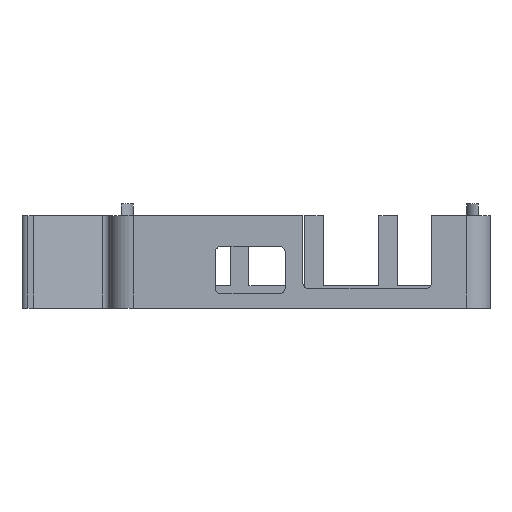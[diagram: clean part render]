
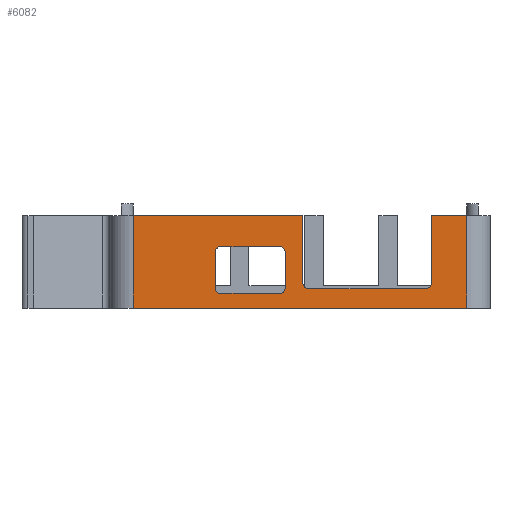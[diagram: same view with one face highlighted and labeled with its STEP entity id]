
A CAD part, left-side view. The second image highlights one B-rep face of the part: STEP entity #6082.
In plain terms, the highlighted planar face has unit normal (-1, 0, 0).
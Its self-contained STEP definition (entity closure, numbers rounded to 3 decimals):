
#1928=AXIS2_PLACEMENT_3D('Circle Axis2P3D',#1926,#1927,$) ;
#1990=AXIS2_PLACEMENT_3D('Circle Axis2P3D',#1988,#1989,$) ;
#2052=AXIS2_PLACEMENT_3D('Circle Axis2P3D',#2050,#2051,$) ;
#2114=AXIS2_PLACEMENT_3D('Circle Axis2P3D',#2112,#2113,$) ;
#5973=AXIS2_PLACEMENT_3D('Circle Axis2P3D',#5971,#5972,$) ;
#6039=AXIS2_PLACEMENT_3D('Plane Axis2P3D',#6036,#6037,#6038) ;
#6043=AXIS2_PLACEMENT_3D('Circle Axis2P3D',#6041,#6042,$) ;
#156=CARTESIAN_POINT('Line Origine',(-9.,1.,15.8)) ;
#160=CARTESIAN_POINT('Vertex',(-9.,4.,15.8)) ;
#162=CARTESIAN_POINT('Vertex',(-9.,-2.,15.8)) ;
#1258=CARTESIAN_POINT('Line Origine',(-9.,-2.,7.9)) ;
#1262=CARTESIAN_POINT('Vertex',(-9.,-2.,0.)) ;
#1909=CARTESIAN_POINT('Vertex',(-9.,29.,3.5)) ;
#1923=CARTESIAN_POINT('Vertex',(-9.,30.,2.5)) ;
#1926=CARTESIAN_POINT('Axis2P3D Location',(-9.,30.,3.5)) ;
#1954=CARTESIAN_POINT('Vertex',(-9.,40.,2.5)) ;
#1957=CARTESIAN_POINT('Line Origine',(-9.,35.,2.5)) ;
#1985=CARTESIAN_POINT('Vertex',(-9.,41.,3.5)) ;
#1988=CARTESIAN_POINT('Axis2P3D Location',(-9.,40.,3.5)) ;
#2005=CARTESIAN_POINT('Line Origine',(-9.,41.,6.5)) ;
#2009=CARTESIAN_POINT('Vertex',(-9.,41.,9.5)) ;
#2047=CARTESIAN_POINT('Vertex',(-9.,40.,10.5)) ;
#2050=CARTESIAN_POINT('Axis2P3D Location',(-9.,40.,9.5)) ;
#2073=CARTESIAN_POINT('Vertex',(-9.,30.,10.5)) ;
#2076=CARTESIAN_POINT('Line Origine',(-9.,35.,10.5)) ;
#2109=CARTESIAN_POINT('Vertex',(-9.,29.,9.5)) ;
#2112=CARTESIAN_POINT('Axis2P3D Location',(-9.,30.,9.5)) ;
#2129=CARTESIAN_POINT('Line Origine',(-9.,29.,6.5)) ;
#2279=CARTESIAN_POINT('Vertex',(-9.,55.,15.8)) ;
#2286=CARTESIAN_POINT('Vertex',(-9.,55.,0.)) ;
#2289=CARTESIAN_POINT('Line Origine',(-9.,55.,7.9)) ;
#5729=CARTESIAN_POINT('Line Origine',(-9.,26.5,0.)) ;
#5818=CARTESIAN_POINT('Line Origine',(-9.,40.5,15.8)) ;
#5822=CARTESIAN_POINT('Vertex',(-9.,26.,15.8)) ;
#5933=CARTESIAN_POINT('Line Origine',(-9.,26.,10.05)) ;
#5937=CARTESIAN_POINT('Vertex',(-9.,26.,4.3)) ;
#5963=CARTESIAN_POINT('Vertex',(-9.,25.,3.3)) ;
#5971=CARTESIAN_POINT('Axis2P3D Location',(-9.,25.,4.3)) ;
#6036=CARTESIAN_POINT('Axis2P3D Location',(-9.,59.,0.)) ;
#6041=CARTESIAN_POINT('Axis2P3D Location',(-9.,5.,4.3)) ;
#6045=CARTESIAN_POINT('Vertex',(-9.,4.,4.3)) ;
#6047=CARTESIAN_POINT('Vertex',(-9.,5.,3.3)) ;
#6050=CARTESIAN_POINT('Line Origine',(-9.,15.,3.3)) ;
#6055=CARTESIAN_POINT('Line Origine',(-9.,4.,10.05)) ;
#157=DIRECTION('Vector Direction',(0.,-1.,0.)) ;
#1259=DIRECTION('Vector Direction',(0.,0.,1.)) ;
#1927=DIRECTION('Axis2P3D Direction',(1.,0.,0.)) ;
#1958=DIRECTION('Vector Direction',(0.,1.,0.)) ;
#1989=DIRECTION('Axis2P3D Direction',(1.,0.,0.)) ;
#2006=DIRECTION('Vector Direction',(0.,0.,-1.)) ;
#2051=DIRECTION('Axis2P3D Direction',(1.,0.,0.)) ;
#2077=DIRECTION('Vector Direction',(0.,-1.,0.)) ;
#2113=DIRECTION('Axis2P3D Direction',(1.,0.,-0.)) ;
#2130=DIRECTION('Vector Direction',(0.,0.,1.)) ;
#2290=DIRECTION('Vector Direction',(0.,0.,1.)) ;
#5730=DIRECTION('Vector Direction',(0.,-1.,0.)) ;
#5819=DIRECTION('Vector Direction',(0.,-1.,0.)) ;
#5934=DIRECTION('Vector Direction',(0.,0.,-1.)) ;
#5972=DIRECTION('Axis2P3D Direction',(1.,0.,0.)) ;
#6037=DIRECTION('Axis2P3D Direction',(-1.,0.,0.)) ;
#6038=DIRECTION('Axis2P3D XDirection',(0.,-1.,0.)) ;
#6042=DIRECTION('Axis2P3D Direction',(-1.,0.,0.)) ;
#6051=DIRECTION('Vector Direction',(0.,1.,0.)) ;
#6056=DIRECTION('Vector Direction',(0.,0.,1.)) ;
#158=VECTOR('Line Direction',#157,1.) ;
#1260=VECTOR('Line Direction',#1259,1.) ;
#1959=VECTOR('Line Direction',#1958,1.) ;
#2007=VECTOR('Line Direction',#2006,1.) ;
#2078=VECTOR('Line Direction',#2077,1.) ;
#2131=VECTOR('Line Direction',#2130,1.) ;
#2291=VECTOR('Line Direction',#2290,1.) ;
#5731=VECTOR('Line Direction',#5730,1.) ;
#5820=VECTOR('Line Direction',#5819,1.) ;
#5935=VECTOR('Line Direction',#5934,1.) ;
#6052=VECTOR('Line Direction',#6051,1.) ;
#6057=VECTOR('Line Direction',#6056,1.) ;
#6061=ORIENTED_EDGE('',*,*,#6049,.T.) ;
#6062=ORIENTED_EDGE('',*,*,#6054,.F.) ;
#6063=ORIENTED_EDGE('',*,*,#5975,.T.) ;
#6064=ORIENTED_EDGE('',*,*,#5939,.F.) ;
#6065=ORIENTED_EDGE('',*,*,#5824,.F.) ;
#6066=ORIENTED_EDGE('',*,*,#2293,.F.) ;
#6067=ORIENTED_EDGE('',*,*,#5733,.T.) ;
#6068=ORIENTED_EDGE('',*,*,#1264,.T.) ;
#6069=ORIENTED_EDGE('',*,*,#164,.F.) ;
#6070=ORIENTED_EDGE('',*,*,#6059,.F.) ;
#6073=ORIENTED_EDGE('',*,*,#1930,.T.) ;
#6074=ORIENTED_EDGE('',*,*,#1961,.F.) ;
#6075=ORIENTED_EDGE('',*,*,#1992,.T.) ;
#6076=ORIENTED_EDGE('',*,*,#2011,.F.) ;
#6077=ORIENTED_EDGE('',*,*,#2054,.T.) ;
#6078=ORIENTED_EDGE('',*,*,#2080,.F.) ;
#6079=ORIENTED_EDGE('',*,*,#2116,.T.) ;
#6080=ORIENTED_EDGE('',*,*,#2133,.F.) ;
#6081=FACE_BOUND('',#6072,.T.) ;
#6082=ADVANCED_FACE('Corps principal',(#6071,#6081),#6040,.T.) ;
#1929=CIRCLE('generated circle',#1928,1.) ;
#1991=CIRCLE('generated circle',#1990,1.) ;
#2053=CIRCLE('generated circle',#2052,1.) ;
#2115=CIRCLE('generated circle',#2114,1.) ;
#5974=CIRCLE('generated circle',#5973,1.) ;
#6044=CIRCLE('generated circle',#6043,1.) ;
#164=EDGE_CURVE('',#161,#163,#159,.T.) ;
#1264=EDGE_CURVE('',#1263,#163,#1261,.T.) ;
#1930=EDGE_CURVE('',#1910,#1924,#1929,.T.) ;
#1961=EDGE_CURVE('',#1955,#1924,#1960,.F.) ;
#1992=EDGE_CURVE('',#1955,#1986,#1991,.T.) ;
#2011=EDGE_CURVE('',#2010,#1986,#2008,.T.) ;
#2054=EDGE_CURVE('',#2010,#2048,#2053,.T.) ;
#2080=EDGE_CURVE('',#2074,#2048,#2079,.F.) ;
#2116=EDGE_CURVE('',#2074,#2110,#2115,.T.) ;
#2133=EDGE_CURVE('',#1910,#2110,#2132,.T.) ;
#2293=EDGE_CURVE('',#2287,#2280,#2292,.T.) ;
#5733=EDGE_CURVE('',#2287,#1263,#5732,.T.) ;
#5824=EDGE_CURVE('',#2280,#5823,#5821,.T.) ;
#5939=EDGE_CURVE('',#5823,#5938,#5936,.T.) ;
#5975=EDGE_CURVE('',#5964,#5938,#5974,.T.) ;
#6049=EDGE_CURVE('',#6046,#6048,#6044,.F.) ;
#6054=EDGE_CURVE('',#5964,#6048,#6053,.F.) ;
#6059=EDGE_CURVE('',#6046,#161,#6058,.T.) ;
#6060=EDGE_LOOP('',(#6061,#6062,#6063,#6064,#6065,#6066,#6067,#6068,#6069,#6070)) ;
#6072=EDGE_LOOP('',(#6073,#6074,#6075,#6076,#6077,#6078,#6079,#6080)) ;
#6071=FACE_OUTER_BOUND('',#6060,.T.) ;
#159=LINE('Line',#156,#158) ;
#1261=LINE('Line',#1258,#1260) ;
#1960=LINE('Line',#1957,#1959) ;
#2008=LINE('Line',#2005,#2007) ;
#2079=LINE('Line',#2076,#2078) ;
#2132=LINE('Line',#2129,#2131) ;
#2292=LINE('Line',#2289,#2291) ;
#5732=LINE('Line',#5729,#5731) ;
#5821=LINE('Line',#5818,#5820) ;
#5936=LINE('Line',#5933,#5935) ;
#6053=LINE('Line',#6050,#6052) ;
#6058=LINE('Line',#6055,#6057) ;
#6040=PLANE('',#6039) ;
#161=VERTEX_POINT('',#160) ;
#163=VERTEX_POINT('',#162) ;
#1263=VERTEX_POINT('',#1262) ;
#1910=VERTEX_POINT('',#1909) ;
#1924=VERTEX_POINT('',#1923) ;
#1955=VERTEX_POINT('',#1954) ;
#1986=VERTEX_POINT('',#1985) ;
#2010=VERTEX_POINT('',#2009) ;
#2048=VERTEX_POINT('',#2047) ;
#2074=VERTEX_POINT('',#2073) ;
#2110=VERTEX_POINT('',#2109) ;
#2280=VERTEX_POINT('',#2279) ;
#2287=VERTEX_POINT('',#2286) ;
#5823=VERTEX_POINT('',#5822) ;
#5938=VERTEX_POINT('',#5937) ;
#5964=VERTEX_POINT('',#5963) ;
#6046=VERTEX_POINT('',#6045) ;
#6048=VERTEX_POINT('',#6047) ;
